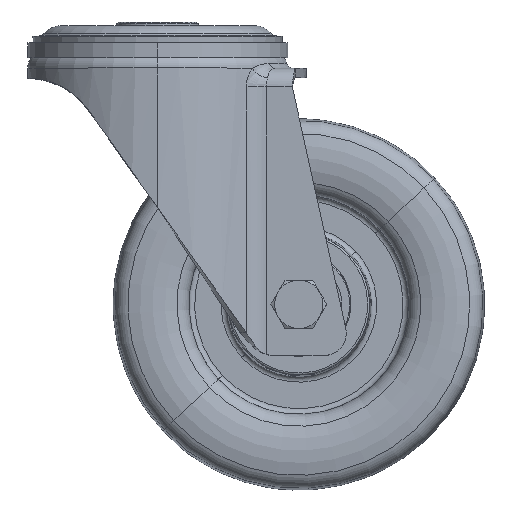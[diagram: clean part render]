
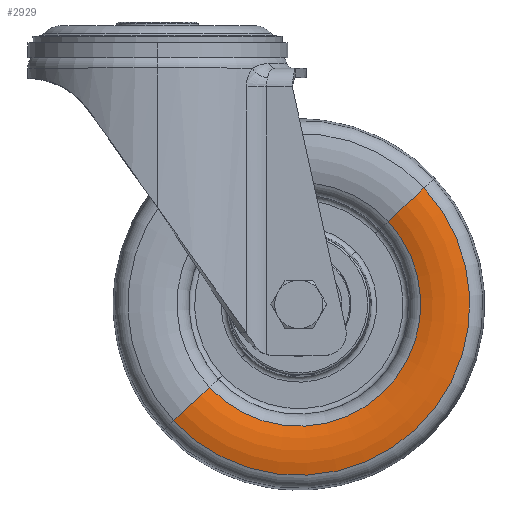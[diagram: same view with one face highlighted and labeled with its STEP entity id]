
A CAD part, top view. The second image highlights one B-rep face of the part: STEP entity #2929.
In plain terms, the highlighted toroidal (fillet/blend) face has major radius 40.004 mm and minor radius 20 mm.
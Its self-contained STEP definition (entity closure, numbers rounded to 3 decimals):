
#206 = CARTESIAN_POINT ( 'NONE',  ( 38., -76., 16.574 ) ) ;
#1968 = CIRCLE ( 'NONE', #17782, 20. ) ;
#2120 = ORIENTED_EDGE ( 'NONE', *, *, #19453, .T. ) ;
#2929 = ADVANCED_FACE ( 'NONE', ( #27655 ), #22993, .T. ) ;
#3942 = AXIS2_PLACEMENT_3D ( 'NONE', #206, #29401, #8583 ) ;
#3981 = ORIENTED_EDGE ( 'NONE', *, *, #8423, .F. ) ;
#4783 = EDGE_CURVE ( 'NONE', #20816, #5964, #14131, .T. ) ;
#4909 = EDGE_LOOP ( 'NONE', ( #3981, #2120, #5185, #36733 ) ) ;
#5065 = CARTESIAN_POINT ( 'NONE',  ( 8.701, -103.238, -2.5 ) ) ;
#5185 = ORIENTED_EDGE ( 'NONE', *, *, #4783, .T. ) ;
#5911 = VERTEX_POINT ( 'NONE', #23819 ) ;
#5964 = VERTEX_POINT ( 'NONE', #18414 ) ;
#6378 = CARTESIAN_POINT ( 'NONE',  ( 71.706, -44.666, 16.574 ) ) ;
#8423 = EDGE_CURVE ( 'NONE', #24503, #5911, #27078, .T. ) ;
#8583 = DIRECTION ( 'NONE',  ( -0.732, -0.681, 0. ) ) ;
#9266 = AXIS2_PLACEMENT_3D ( 'NONE', #28650, #31841, #17343 ) ;
#14131 = CIRCLE ( 'NONE', #9266, 32.814 ) ;
#14374 = CIRCLE ( 'NONE', #22931, 20. ) ;
#16692 = DIRECTION ( 'NONE',  ( -0.681, 0.732, 0. ) ) ;
#17343 = DIRECTION ( 'NONE',  ( -0.732, -0.681, 0. ) ) ;
#17620 = CARTESIAN_POINT ( 'NONE',  ( 62.033, -53.658, 16.163 ) ) ;
#17782 = AXIS2_PLACEMENT_3D ( 'NONE', #5065, #16692, #28359 ) ;
#18414 = CARTESIAN_POINT ( 'NONE',  ( 13.967, -98.342, 16.163 ) ) ;
#18706 = AXIS2_PLACEMENT_3D ( 'NONE', #22336, #30692, #27304 ) ;
#19453 = EDGE_CURVE ( 'NONE', #24503, #20816, #14374, .T. ) ;
#20816 = VERTEX_POINT ( 'NONE', #17620 ) ;
#22336 = CARTESIAN_POINT ( 'NONE',  ( 38., -76., -2.5 ) ) ;
#22931 = AXIS2_PLACEMENT_3D ( 'NONE', #30075, #29334, #26470 ) ;
#22993 = TOROIDAL_SURFACE ( 'NONE', #18706, 40.004, 20. ) ;
#23819 = CARTESIAN_POINT ( 'NONE',  ( 4.294, -107.334, 16.574 ) ) ;
#24503 = VERTEX_POINT ( 'NONE', #6378 ) ;
#26470 = DIRECTION ( 'NONE',  ( 0.732, 0.681, 0. ) ) ;
#27078 = CIRCLE ( 'NONE', #3942, 46.021 ) ;
#27304 = DIRECTION ( 'NONE',  ( -0.732, -0.681, 0. ) ) ;
#27655 = FACE_OUTER_BOUND ( 'NONE', #4909, .T. ) ;
#28359 = DIRECTION ( 'NONE',  ( -0.732, -0.681, 0. ) ) ;
#28650 = CARTESIAN_POINT ( 'NONE',  ( 38., -76., 16.163 ) ) ;
#29334 = DIRECTION ( 'NONE',  ( 0.681, -0.732, 0. ) ) ;
#29401 = DIRECTION ( 'NONE',  ( 0., 0., -1. ) ) ;
#29887 = EDGE_CURVE ( 'NONE', #5911, #5964, #1968, .T. ) ;
#30075 = CARTESIAN_POINT ( 'NONE',  ( 67.299, -48.762, -2.5 ) ) ;
#30692 = DIRECTION ( 'NONE',  ( 0., 0., 1. ) ) ;
#31841 = DIRECTION ( 'NONE',  ( 0., 0., -1. ) ) ;
#36733 = ORIENTED_EDGE ( 'NONE', *, *, #29887, .F. ) ;
